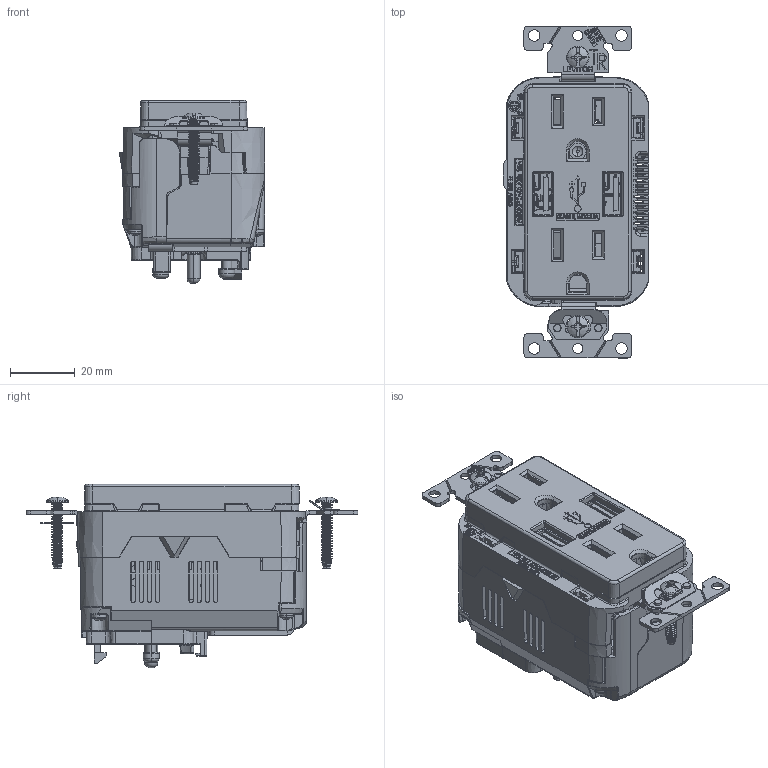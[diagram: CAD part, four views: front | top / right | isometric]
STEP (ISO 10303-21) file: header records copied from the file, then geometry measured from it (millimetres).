
FILE_DESCRIPTION (( 'STEP AP214' ), '1' );
FILE_NAME ('CATSTD-M56AA-000-M01.STEP', '2019-07-30T22:29:58', ( '' ), ( '' ), 'SwSTEP 2.0', 'SolidWorks 2017', '' );
FILE_SCHEMA (( 'AUTOMOTIVE_DESIGN' ));
Length unit declared in the file: inch
Products named in the file (1): CATSTD-M56AA-000-M01
Bounding box: 45.07 x 102.72 x 56.69 mm (x, y, z)
Surface area: 34199.4 mm2 (no closed solid volume)
Topology: 0 solids, 82 shells, 2532 faces, 10586 edges, 7855 vertices
Faces by surface type: plane 1393, cylinder 445, bspline 347, cone 170, torus 164, sphere 13
Entity records: 176729 total; most frequent: CARTESIAN_POINT 63908, ORIENTED_EDGE 15768, DIRECTION 14231, EDGE_CURVE 10577, VERTEX_POINT 7855, VECTOR 7053, LINE 7053, AXIS2_PLACEMENT_3D 3589
